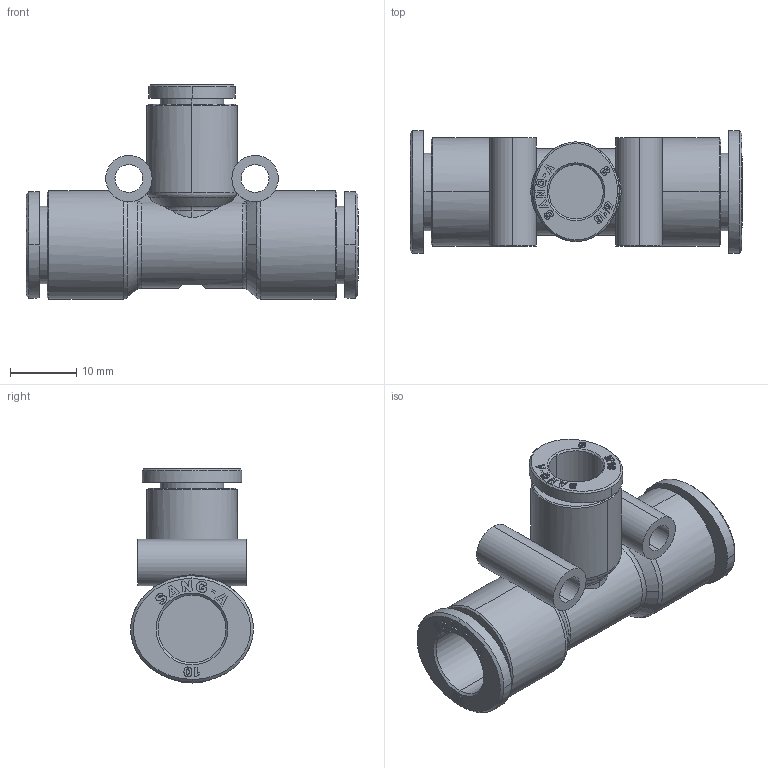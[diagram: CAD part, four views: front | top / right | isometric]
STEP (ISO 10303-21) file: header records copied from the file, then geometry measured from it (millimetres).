
FILE_DESCRIPTION (( 'STEP AP214' ), '1' );
FILE_NAME ('PUG10-08.stp', '2015-09-03T08:43:31', ( '' ), ( '' ), 'SwSTEP 2.0', 'SolidWorks 2015', '' );
FILE_SCHEMA (( 'AUTOMOTIVE_DESIGN' ));
Length unit declared in the file: millimetre
Products named in the file (2): ｦ+ﾃｦ1; PUG10-08
Assembly tree (1 placements, depth 2):
  PUG10-08
    ｦ+ﾃｦ1
Bounding box: 50 x 18.5 x 32.25 mm (x, y, z)
Volume: 8045.8 mm3; surface area: 6984.5 mm2
Topology: 1 solids, 1 shells, 1234 faces, 3538 edges, 2354 vertices
Faces by surface type: plane 1108, bspline 53, cylinder 40, cone 25, torus 8
Entity records: 42794 total; most frequent: CARTESIAN_POINT 10201, ORIENTED_EDGE 7076, DIRECTION 5877, EDGE_CURVE 3538, VECTOR 3239, LINE 3239, VERTEX_POINT 2354, AXIS2_PLACEMENT_3D 1319
